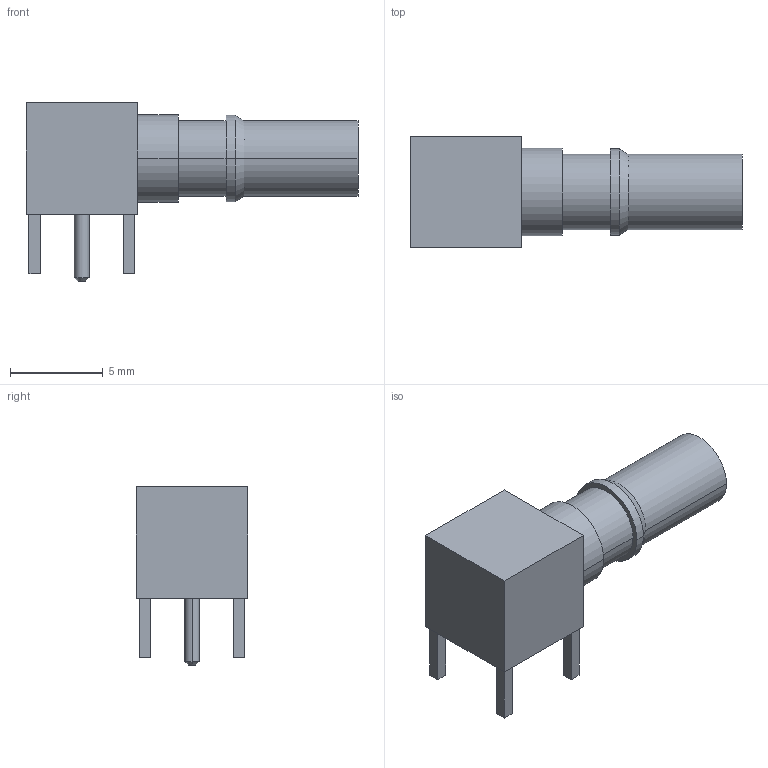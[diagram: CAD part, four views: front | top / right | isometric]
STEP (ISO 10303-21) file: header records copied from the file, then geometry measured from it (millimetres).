
FILE_DESCRIPTION((''),'2;1');
FILE_NAME('ERNI_594211.stp','2009-06-04T17:37:00',(''),(''),'Mechanical Desktop 2006','Mechanical Desktop 2006',', , ');
FILE_SCHEMA(('AUTOMOTIVE_DESIGN { 1 2 10303 214 0 1 1 1 }'));
Length unit declared in the file: millimetre
Products named in the file (1): Product
Bounding box: 17.86 x 6 x 9.6 mm (x, y, z)
Volume: 356.5 mm3; surface area: 620 mm2
Topology: 11 solids, 11 shells, 60 faces, 110 edges, 72 vertices
Faces by surface type: plane 42, cylinder 14, cone 4
Entity records: 1513 total; most frequent: DIRECTION 264, CARTESIAN_POINT 243, ORIENTED_EDGE 220, EDGE_CURVE 110, AXIS2_PLACEMENT_3D 93, VECTOR 78, LINE 78, VERTEX_POINT 72
